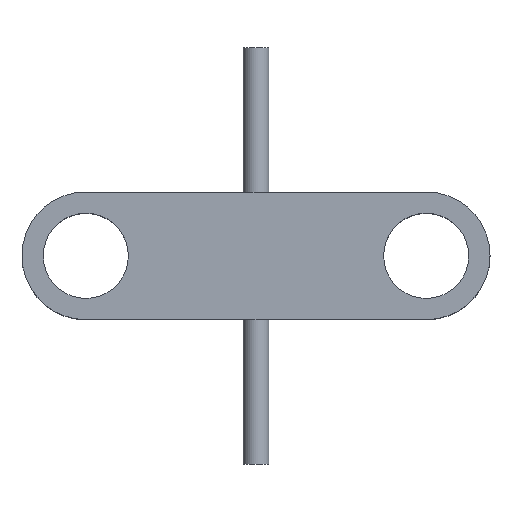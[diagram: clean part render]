
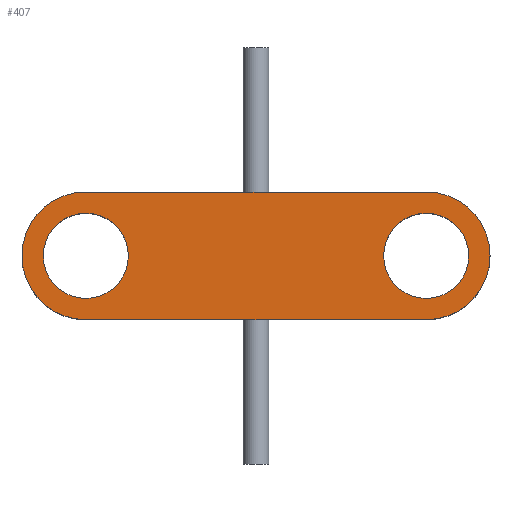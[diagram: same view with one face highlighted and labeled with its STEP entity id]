
A CAD part, top view. The second image highlights one B-rep face of the part: STEP entity #407.
In plain terms, the highlighted planar face has unit normal (0, 0, 1).
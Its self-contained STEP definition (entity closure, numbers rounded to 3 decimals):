
#21=FACE_BOUND('',#152,.T.);
#22=FACE_BOUND('',#153,.T.);
#38=LINE('',#626,#72);
#58=LINE('',#693,#92);
#72=VECTOR('',#502,10.);
#92=VECTOR('',#576,10.);
#123=FACE_OUTER_BOUND('',#151,.T.);
#151=EDGE_LOOP('',(#363,#364,#365,#366));
#152=EDGE_LOOP('',(#367));
#153=EDGE_LOOP('',(#368));
#165=CIRCLE('',#441,7.5);
#167=CIRCLE('',#445,5.);
#173=CIRCLE('',#455,7.5);
#174=CIRCLE('',#457,5.);
#191=VERTEX_POINT('',#623);
#192=VERTEX_POINT('',#625);
#201=VERTEX_POINT('',#650);
#203=VERTEX_POINT('',#658);
#209=VERTEX_POINT('',#678);
#210=VERTEX_POINT('',#682);
#230=EDGE_CURVE('',#192,#191,#38,.T.);
#244=EDGE_CURVE('',#191,#201,#165,.T.);
#247=EDGE_CURVE('',#203,#203,#167,.T.);
#257=EDGE_CURVE('',#209,#192,#173,.T.);
#259=EDGE_CURVE('',#210,#210,#174,.T.);
#265=EDGE_CURVE('',#201,#209,#58,.T.);
#363=ORIENTED_EDGE('',*,*,#257,.T.);
#364=ORIENTED_EDGE('',*,*,#230,.T.);
#365=ORIENTED_EDGE('',*,*,#244,.T.);
#366=ORIENTED_EDGE('',*,*,#265,.T.);
#367=ORIENTED_EDGE('',*,*,#259,.T.);
#368=ORIENTED_EDGE('',*,*,#247,.T.);
#385=PLANE('',#463);
#407=ADVANCED_FACE('',(#123,#21,#22),#385,.T.);
#441=AXIS2_PLACEMENT_3D('',#652,#526,#527);
#445=AXIS2_PLACEMENT_3D('',#659,#535,#536);
#455=AXIS2_PLACEMENT_3D('',#679,#559,#560);
#457=AXIS2_PLACEMENT_3D('',#683,#564,#565);
#463=AXIS2_PLACEMENT_3D('',#696,#581,#582);
#502=DIRECTION('',(1.,0.,0.));
#526=DIRECTION('center_axis',(0.,0.,1.));
#527=DIRECTION('ref_axis',(1.,0.,0.));
#535=DIRECTION('center_axis',(0.,0.,-1.));
#536=DIRECTION('ref_axis',(-1.,0.,0.));
#559=DIRECTION('center_axis',(0.,0.,1.));
#560=DIRECTION('ref_axis',(1.,0.,0.));
#564=DIRECTION('center_axis',(0.,0.,-1.));
#565=DIRECTION('ref_axis',(-1.,0.,0.));
#576=DIRECTION('',(-1.,0.,0.));
#581=DIRECTION('center_axis',(0.,0.,1.));
#582=DIRECTION('ref_axis',(1.,0.,0.));
#623=CARTESIAN_POINT('',(55.,12.5,15.));
#625=CARTESIAN_POINT('',(15.,12.5,15.));
#626=CARTESIAN_POINT('',(15.,12.5,15.));
#650=CARTESIAN_POINT('',(55.,27.5,15.));
#652=CARTESIAN_POINT('Origin',(55.,20.,15.));
#658=CARTESIAN_POINT('',(60.,20.,15.));
#659=CARTESIAN_POINT('Origin',(55.,20.,15.));
#678=CARTESIAN_POINT('',(15.001,27.5,15.));
#679=CARTESIAN_POINT('Origin',(15.,20.,15.));
#682=CARTESIAN_POINT('',(20.,20.,15.));
#683=CARTESIAN_POINT('Origin',(15.,20.,15.));
#693=CARTESIAN_POINT('',(15.001,27.5,15.));
#696=CARTESIAN_POINT('Origin',(35.,20.,15.));
